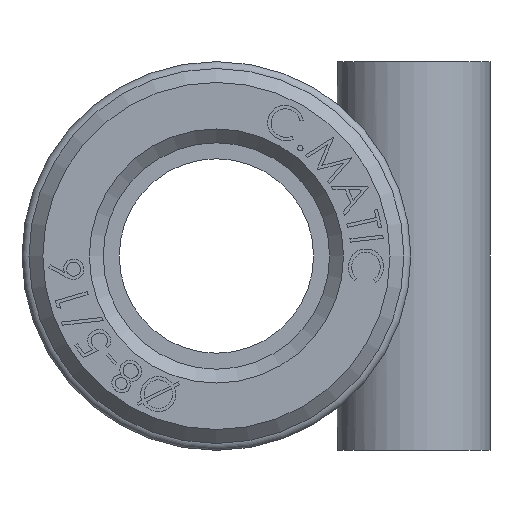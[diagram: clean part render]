
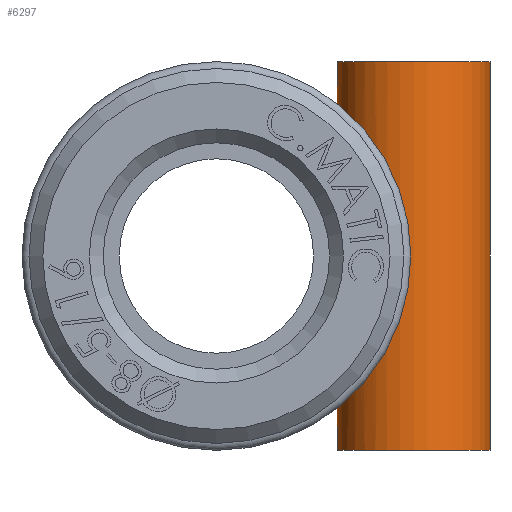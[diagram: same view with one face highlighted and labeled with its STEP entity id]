
A CAD part, front view. The second image highlights one B-rep face of the part: STEP entity #6297.
In plain terms, the highlighted cylindrical face has radius 2.75 mm (diameter 5.5 mm), a full revolution.
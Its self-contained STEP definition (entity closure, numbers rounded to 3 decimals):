
#37=CYLINDRICAL_SURFACE('',#6562,2.75);
#67=CIRCLE('',#6531,2.75);
#69=CIRCLE('',#6534,2.75);
#3086=ORIENTED_EDGE('',*,*,#3985,.T.);
#3087=ORIENTED_EDGE('',*,*,#3975,.T.);
#3088=ORIENTED_EDGE('',*,*,#3974,.T.);
#3089=ORIENTED_EDGE('',*,*,#3983,.T.);
#3090=ORIENTED_EDGE('',*,*,#3980,.T.);
#3091=ORIENTED_EDGE('',*,*,#3979,.T.);
#3092=ORIENTED_EDGE('',*,*,#3972,.T.);
#3093=ORIENTED_EDGE('',*,*,#3987,.F.);
#3972=EDGE_CURVE('',#4576,#4580,#4884,.T.);
#3974=EDGE_CURVE('',#4583,#4582,#4885,.T.);
#3975=EDGE_CURVE('',#4580,#4583,#4886,.T.);
#3979=EDGE_CURVE('',#4586,#4576,#4889,.T.);
#3980=EDGE_CURVE('',#4584,#4586,#4890,.T.);
#3983=EDGE_CURVE('',#4582,#4584,#4893,.T.);
#3985=EDGE_CURVE('',#4589,#4589,#67,.T.);
#3987=EDGE_CURVE('',#4591,#4591,#69,.T.);
#4576=VERTEX_POINT('',#17917);
#4580=VERTEX_POINT('',#17944);
#4582=VERTEX_POINT('',#17998);
#4583=VERTEX_POINT('',#18003);
#4584=VERTEX_POINT('',#18043);
#4586=VERTEX_POINT('',#18053);
#4589=VERTEX_POINT('',#18196);
#4591=VERTEX_POINT('',#18201);
#4884=B_SPLINE_CURVE_WITH_KNOTS('',3,(#17945,#17946,#17947,#17948,#17949,
#17950,#17951,#17952,#17953,#17954,#17955,#17956,#17957,#17958,#17959,#17960,
#17961,#17962,#17963,#17964,#17965),.UNSPECIFIED.,.F.,.F.,(4,1,1,1,1,1,
1,1,1,1,1,1,1,1,1,1,1,1,4),(0.,0.031,0.063,0.094,0.125,0.25,0.313,
0.375,0.438,0.5,0.563,0.625,0.688,0.75,0.875,0.906,0.938,0.969,
1.),.UNSPECIFIED.);
#4885=B_SPLINE_CURVE_WITH_KNOTS('',3,(#17999,#18000,#18001,#18002),
 .UNSPECIFIED.,.F.,.F.,(4,4),(0.,1.),.UNSPECIFIED.);
#4886=B_SPLINE_CURVE_WITH_KNOTS('',3,(#18004,#18005,#18006,#18007),
 .UNSPECIFIED.,.F.,.F.,(4,4),(0.,1.),.UNSPECIFIED.);
#4889=B_SPLINE_CURVE_WITH_KNOTS('',3,(#18049,#18050,#18051,#18052),
 .UNSPECIFIED.,.F.,.F.,(4,4),(0.,1.),.UNSPECIFIED.);
#4890=B_SPLINE_CURVE_WITH_KNOTS('',3,(#18054,#18055,#18056,#18057),
 .UNSPECIFIED.,.F.,.F.,(4,4),(0.,1.),.UNSPECIFIED.);
#4893=B_SPLINE_CURVE_WITH_KNOTS('',3,(#18171,#18172,#18173,#18174,#18175,
#18176,#18177,#18178,#18179,#18180,#18181,#18182,#18183,#18184,#18185,#18186,
#18187,#18188,#18189,#18190,#18191),.UNSPECIFIED.,.F.,.F.,(4,1,1,1,1,1,
1,1,1,1,1,1,1,1,1,1,1,1,4),(0.,0.031,0.063,0.094,0.125,0.25,0.313,
0.375,0.438,0.5,0.563,0.625,0.688,0.75,0.875,0.906,0.938,0.969,
1.),.UNSPECIFIED.);
#5297=EDGE_LOOP('',(#3086));
#5298=EDGE_LOOP('',(#3087,#3088,#3089,#3090,#3091,#3092));
#5299=EDGE_LOOP('',(#3093));
#5731=FACE_BOUND('',#5297,.T.);
#5732=FACE_BOUND('',#5298,.T.);
#5733=FACE_BOUND('',#5299,.T.);
#6297=ADVANCED_FACE('',(#5731,#5732,#5733),#37,.T.);
#6531=AXIS2_PLACEMENT_3D('',#18195,#7559,#7560);
#6534=AXIS2_PLACEMENT_3D('',#18200,#7565,#7566);
#6562=AXIS2_PLACEMENT_3D('',#18241,#7621,#7622);
#7559=DIRECTION('',(0.,0.,1.));
#7560=DIRECTION('',(1.,0.,0.));
#7565=DIRECTION('',(0.,0.,1.));
#7566=DIRECTION('',(1.,0.,0.));
#7621=DIRECTION('',(0.,0.,-1.));
#7622=DIRECTION('',(-1.,0.,0.));
#17917=CARTESIAN_POINT('',(4.54,1.005,-3.679));
#17944=CARTESIAN_POINT('',(4.54,1.005,3.679));
#17945=CARTESIAN_POINT('',(4.54,1.005,-3.679));
#17946=CARTESIAN_POINT('',(4.577,1.098,-3.632));
#17947=CARTESIAN_POINT('',(4.657,1.271,-3.539));
#17948=CARTESIAN_POINT('',(4.768,1.465,-3.42));
#17949=CARTESIAN_POINT('',(4.924,1.687,-3.254));
#17950=CARTESIAN_POINT('',(5.209,2.025,-2.937));
#17951=CARTESIAN_POINT('',(5.599,2.319,-2.391));
#17952=CARTESIAN_POINT('',(5.884,2.469,-1.731));
#17953=CARTESIAN_POINT('',(6.055,2.545,-1.142));
#17954=CARTESIAN_POINT('',(6.146,2.579,-0.59));
#17955=CARTESIAN_POINT('',(6.179,2.591,0.002));
#17956=CARTESIAN_POINT('',(6.145,2.579,0.594));
#17957=CARTESIAN_POINT('',(6.054,2.545,1.146));
#17958=CARTESIAN_POINT('',(5.883,2.469,1.736));
#17959=CARTESIAN_POINT('',(5.596,2.317,2.396));
#17960=CARTESIAN_POINT('',(5.209,2.024,2.938));
#17961=CARTESIAN_POINT('',(4.922,1.685,3.256));
#17962=CARTESIAN_POINT('',(4.766,1.461,3.423));
#17963=CARTESIAN_POINT('',(4.656,1.269,3.54));
#17964=CARTESIAN_POINT('',(4.576,1.097,3.633));
#17965=CARTESIAN_POINT('',(4.54,1.005,3.679));
#17998=CARTESIAN_POINT('',(4.54,-1.005,3.679));
#17999=CARTESIAN_POINT('',(4.35,0.,3.907));
#18000=CARTESIAN_POINT('',(4.35,-0.355,3.907));
#18001=CARTESIAN_POINT('',(4.422,-0.703,3.829));
#18002=CARTESIAN_POINT('',(4.54,-1.005,3.679));
#18003=CARTESIAN_POINT('',(4.35,0.,3.907));
#18004=CARTESIAN_POINT('',(4.54,1.005,3.679));
#18005=CARTESIAN_POINT('',(4.422,0.703,3.829));
#18006=CARTESIAN_POINT('',(4.35,0.355,3.907));
#18007=CARTESIAN_POINT('',(4.35,0.,3.907));
#18043=CARTESIAN_POINT('',(4.54,-1.005,-3.679));
#18049=CARTESIAN_POINT('',(4.35,0.,-3.907));
#18050=CARTESIAN_POINT('',(4.35,0.355,-3.907));
#18051=CARTESIAN_POINT('',(4.422,0.703,-3.829));
#18052=CARTESIAN_POINT('',(4.54,1.005,-3.679));
#18053=CARTESIAN_POINT('',(4.35,0.,-3.907));
#18054=CARTESIAN_POINT('',(4.54,-1.005,-3.679));
#18055=CARTESIAN_POINT('',(4.422,-0.703,-3.829));
#18056=CARTESIAN_POINT('',(4.35,-0.355,-3.907));
#18057=CARTESIAN_POINT('',(4.35,0.,-3.907));
#18171=CARTESIAN_POINT('',(4.54,-1.005,3.679));
#18172=CARTESIAN_POINT('',(4.577,-1.098,3.632));
#18173=CARTESIAN_POINT('',(4.657,-1.271,3.539));
#18174=CARTESIAN_POINT('',(4.768,-1.465,3.42));
#18175=CARTESIAN_POINT('',(4.924,-1.687,3.254));
#18176=CARTESIAN_POINT('',(5.209,-2.025,2.937));
#18177=CARTESIAN_POINT('',(5.599,-2.319,2.391));
#18178=CARTESIAN_POINT('',(5.884,-2.469,1.731));
#18179=CARTESIAN_POINT('',(6.055,-2.545,1.142));
#18180=CARTESIAN_POINT('',(6.146,-2.579,0.59));
#18181=CARTESIAN_POINT('',(6.179,-2.591,-0.002));
#18182=CARTESIAN_POINT('',(6.145,-2.579,-0.594));
#18183=CARTESIAN_POINT('',(6.054,-2.545,-1.146));
#18184=CARTESIAN_POINT('',(5.883,-2.469,-1.736));
#18185=CARTESIAN_POINT('',(5.596,-2.317,-2.396));
#18186=CARTESIAN_POINT('',(5.209,-2.024,-2.938));
#18187=CARTESIAN_POINT('',(4.922,-1.685,-3.256));
#18188=CARTESIAN_POINT('',(4.766,-1.461,-3.423));
#18189=CARTESIAN_POINT('',(4.656,-1.269,-3.54));
#18190=CARTESIAN_POINT('',(4.576,-1.097,-3.633));
#18191=CARTESIAN_POINT('',(4.54,-1.005,-3.679));
#18195=CARTESIAN_POINT('',(7.1,0.,-7.));
#18196=CARTESIAN_POINT('',(9.85,0.,-7.));
#18200=CARTESIAN_POINT('',(7.1,0.,7.));
#18201=CARTESIAN_POINT('',(9.85,0.,7.));
#18241=CARTESIAN_POINT('',(7.1,0.,7.));
